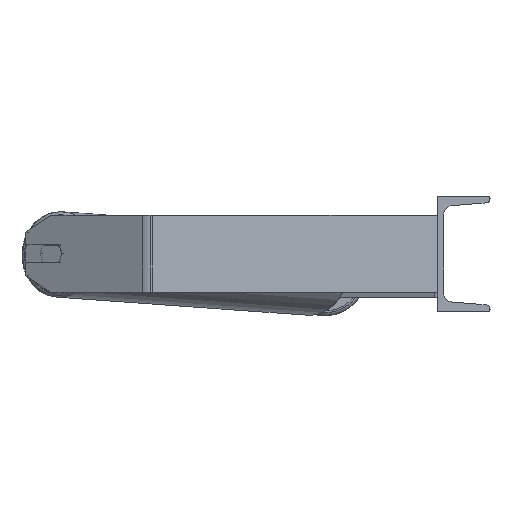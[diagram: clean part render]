
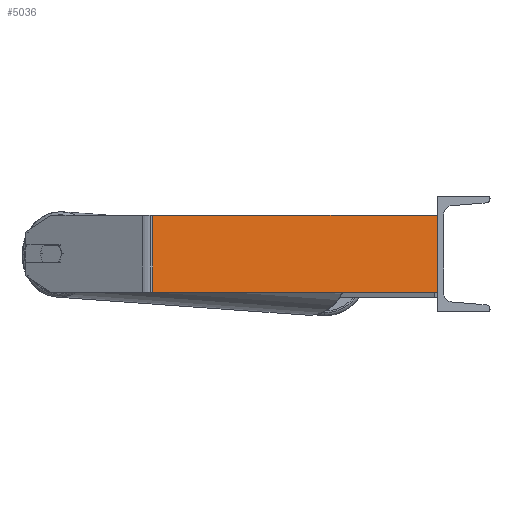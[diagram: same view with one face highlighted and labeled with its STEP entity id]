
A CAD part, left-side view. The second image highlights one B-rep face of the part: STEP entity #5036.
In plain terms, the highlighted planar face has unit normal (-0.985, -0.174, 0).
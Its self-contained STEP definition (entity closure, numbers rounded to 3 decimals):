
#219 = CARTESIAN_POINT ( 'NONE',  ( -838.081, 301.036, 40. ) ) ;
#686 = VECTOR ( 'NONE', #8671, 1000. ) ;
#784 = CARTESIAN_POINT ( 'NONE',  ( -785., 0., 40. ) ) ;
#967 = DIRECTION ( 'NONE',  ( 0.174, -0.985, 0. ) ) ;
#1296 = FACE_OUTER_BOUND ( 'NONE', #6092, .T. ) ;
#1407 = DIRECTION ( 'NONE',  ( 0., 0., -1. ) ) ;
#1625 = AXIS2_PLACEMENT_3D ( 'NONE', #4132, #5792, #3033 ) ;
#1958 = VERTEX_POINT ( 'NONE', #6491 ) ;
#2110 = CARTESIAN_POINT ( 'NONE',  ( -837.07, 295.301, 40. ) ) ;
#2544 = VECTOR ( 'NONE', #1407, 1000. ) ;
#3033 = DIRECTION ( 'NONE',  ( -0.174, 0.985, 0. ) ) ;
#3121 = VERTEX_POINT ( 'NONE', #784 ) ;
#3168 = EDGE_CURVE ( 'NONE', #8181, #1958, #4891, .T. ) ;
#3473 = ORIENTED_EDGE ( 'NONE', *, *, #6858, .F. ) ;
#3826 = VERTEX_POINT ( 'NONE', #6899 ) ;
#4121 = EDGE_CURVE ( 'NONE', #8181, #3121, #4408, .T. ) ;
#4132 = CARTESIAN_POINT ( 'NONE',  ( -838.081, 301.036, 40. ) ) ;
#4408 = LINE ( 'NONE', #219, #5181 ) ;
#4641 = VECTOR ( 'NONE', #967, 1000. ) ;
#4692 = ORIENTED_EDGE ( 'NONE', *, *, #3168, .T. ) ;
#4891 = LINE ( 'NONE', #6469, #686 ) ;
#5036 = ADVANCED_FACE ( 'NONE', ( #1296 ), #8348, .F. ) ;
#5079 = LINE ( 'NONE', #7886, #2544 ) ;
#5181 = VECTOR ( 'NONE', #8196, 1000. ) ;
#5296 = ORIENTED_EDGE ( 'NONE', *, *, #4121, .F. ) ;
#5792 = DIRECTION ( 'NONE',  ( 0.985, 0.174, 0. ) ) ;
#6092 = EDGE_LOOP ( 'NONE', ( #6769, #3473, #5296, #4692 ) ) ;
#6469 = CARTESIAN_POINT ( 'NONE',  ( -837.07, 295.301, 40. ) ) ;
#6491 = CARTESIAN_POINT ( 'NONE',  ( -837.07, 295.301, -40. ) ) ;
#6769 = ORIENTED_EDGE ( 'NONE', *, *, #8412, .T. ) ;
#6858 = EDGE_CURVE ( 'NONE', #3121, #3826, #5079, .T. ) ;
#6899 = CARTESIAN_POINT ( 'NONE',  ( -785., 0., -40. ) ) ;
#7241 = CARTESIAN_POINT ( 'NONE',  ( -838.081, 301.036, -40. ) ) ;
#7886 = CARTESIAN_POINT ( 'NONE',  ( -785., 0., 40. ) ) ;
#8181 = VERTEX_POINT ( 'NONE', #2110 ) ;
#8196 = DIRECTION ( 'NONE',  ( 0.174, -0.985, 0. ) ) ;
#8348 = PLANE ( 'NONE',  #1625 ) ;
#8412 = EDGE_CURVE ( 'NONE', #1958, #3826, #8650, .T. ) ;
#8650 = LINE ( 'NONE', #7241, #4641 ) ;
#8671 = DIRECTION ( 'NONE',  ( 0., 0., -1. ) ) ;
